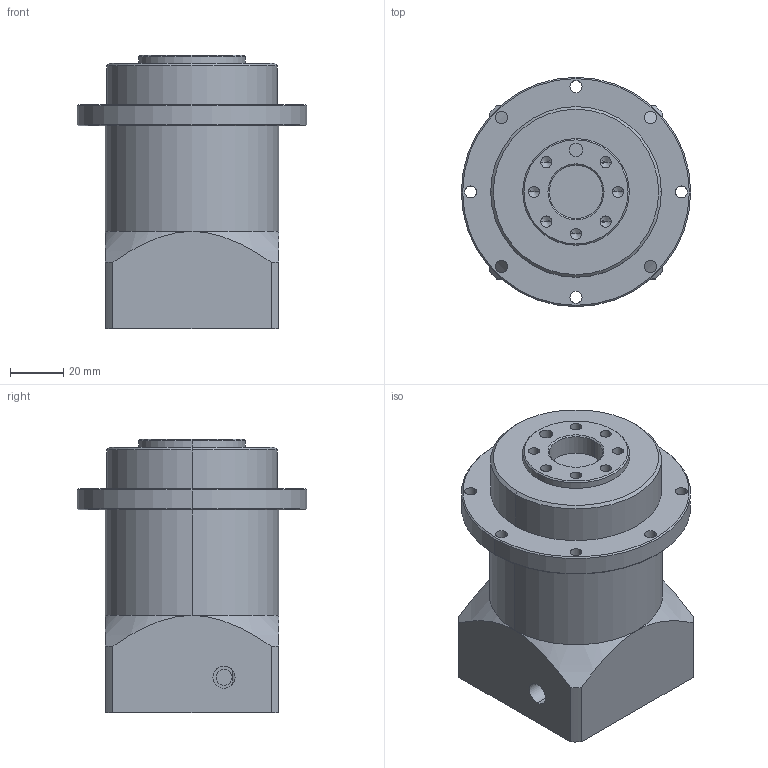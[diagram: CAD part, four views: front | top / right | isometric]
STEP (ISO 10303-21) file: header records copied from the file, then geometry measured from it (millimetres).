
FILE_DESCRIPTION((''),'2;1');
FILE_NAME('00','2022-06-14T16:04:57',('Administrator'),(''),'CREO PARAMETRIC BY PTC INC, 2019010','CREO PARAMETRIC BY PTC INC, 2019010','');
FILE_SCHEMA(('CONFIG_CONTROL_DESIGN'));
Length unit declared in the file: millimetre
Products named in the file (1): 00
Bounding box: 86 x 86 x 102.5 mm (x, y, z)
Volume: 345690.2 mm3; surface area: 49867.4 mm2
Topology: 1 solids, 1 shells, 202 faces, 500 edges, 311 vertices
Faces by surface type: cylinder 86, plane 60, cone 40, torus 16
Entity records: 6266 total; most frequent: CARTESIAN_POINT 1331, DIRECTION 1094, ORIENTED_EDGE 956, EDGE_CURVE 478, AXIS2_PLACEMENT_3D 440, VERTEX_POINT 311, EDGE_LOOP 257, CIRCLE 238
